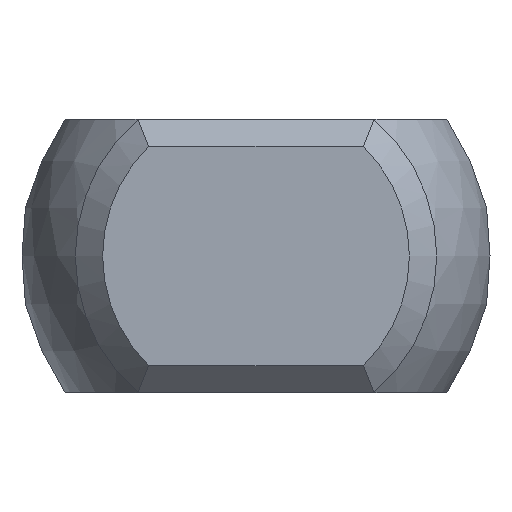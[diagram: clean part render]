
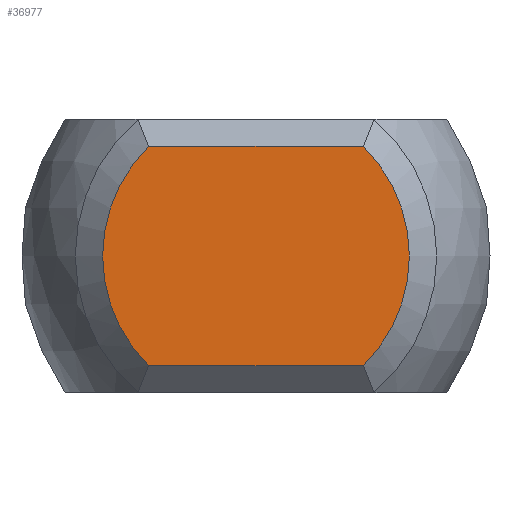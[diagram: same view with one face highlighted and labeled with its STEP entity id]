
A CAD part, left-side view. The second image highlights one B-rep face of the part: STEP entity #36977.
In plain terms, the highlighted planar face has unit normal (-1, 0, 0).
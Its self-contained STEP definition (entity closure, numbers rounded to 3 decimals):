
#35372 = PLANE('',#35373);
#35373 = AXIS2_PLACEMENT_3D('',#35374,#35375,#35376);
#35374 = CARTESIAN_POINT('',(-24.75,3.125,2.25));
#35375 = DIRECTION('',(-0.707,0.,0.707));
#35376 = DIRECTION('',(0.707,0.,0.707));
#36621 = EDGE_CURVE('',#36622,#36624,#36626,.T.);
#36622 = VERTEX_POINT('',#36623);
#36623 = CARTESIAN_POINT('',(-25.,-1.96,-2.));
#36624 = VERTEX_POINT('',#36625);
#36625 = CARTESIAN_POINT('',(-25.,1.96,-2.));
#36626 = SURFACE_CURVE('',#36627,(#36631,#36643),.PCURVE_S1.);
#36627 = LINE('',#36628,#36629);
#36628 = CARTESIAN_POINT('',(-25.,-3.125,-2.));
#36629 = VECTOR('',#36630,1.);
#36630 = DIRECTION('',(0.,1.,0.));
#36631 = PCURVE('',#36632,#36637);
#36632 = PLANE('',#36633);
#36633 = AXIS2_PLACEMENT_3D('',#36634,#36635,#36636);
#36634 = CARTESIAN_POINT('',(-24.75,-3.125,-2.25));
#36635 = DIRECTION('',(-0.707,0.,
    -0.707));
#36636 = DIRECTION('',(-0.707,0.,0.707));
#36637 = DEFINITIONAL_REPRESENTATION('',(#36638),#36642);
#36638 = LINE('',#36639,#36640);
#36639 = CARTESIAN_POINT('',(0.354,0.));
#36640 = VECTOR('',#36641,1.);
#36641 = DIRECTION('',(0.,1.));
#36642 = ( GEOMETRIC_REPRESENTATION_CONTEXT(2) 
PARAMETRIC_REPRESENTATION_CONTEXT() REPRESENTATION_CONTEXT('2D SPACE',''
  ) );
#36643 = PCURVE('',#36644,#36649);
#36644 = PLANE('',#36645);
#36645 = AXIS2_PLACEMENT_3D('',#36646,#36647,#36648);
#36646 = CARTESIAN_POINT('',(-25.,0.,0.));
#36647 = DIRECTION('',(1.,0.,0.));
#36648 = DIRECTION('',(0.,0.,-1.));
#36649 = DEFINITIONAL_REPRESENTATION('',(#36650),#36654);
#36650 = LINE('',#36651,#36652);
#36651 = CARTESIAN_POINT('',(2.,-3.125));
#36652 = VECTOR('',#36653,1.);
#36653 = DIRECTION('',(0.,1.));
#36654 = ( GEOMETRIC_REPRESENTATION_CONTEXT(2) 
PARAMETRIC_REPRESENTATION_CONTEXT() REPRESENTATION_CONTEXT('2D SPACE',''
  ) );
#36674 = CONICAL_SURFACE('',#36675,3.05,0.785);
#36675 = AXIS2_PLACEMENT_3D('',#36676,#36677,#36678);
#36676 = CARTESIAN_POINT('',(-24.75,0.,0.));
#36677 = DIRECTION('',(1.,0.,0.));
#36678 = DIRECTION('',(-0.,1.,0.));
#36724 = CONICAL_SURFACE('',#36725,3.05,0.785);
#36725 = AXIS2_PLACEMENT_3D('',#36726,#36727,#36728);
#36726 = CARTESIAN_POINT('',(-24.75,0.,0.));
#36727 = DIRECTION('',(1.,0.,0.));
#36728 = DIRECTION('',(0.,-1.,0.));
#36738 = EDGE_CURVE('',#36739,#36741,#36743,.T.);
#36739 = VERTEX_POINT('',#36740);
#36740 = CARTESIAN_POINT('',(-25.,1.96,2.));
#36741 = VERTEX_POINT('',#36742);
#36742 = CARTESIAN_POINT('',(-25.,-1.96,2.));
#36743 = SURFACE_CURVE('',#36744,(#36748,#36755),.PCURVE_S1.);
#36744 = LINE('',#36745,#36746);
#36745 = CARTESIAN_POINT('',(-25.,3.125,2.));
#36746 = VECTOR('',#36747,1.);
#36747 = DIRECTION('',(0.,-1.,0.));
#36748 = PCURVE('',#35372,#36749);
#36749 = DEFINITIONAL_REPRESENTATION('',(#36750),#36754);
#36750 = LINE('',#36751,#36752);
#36751 = CARTESIAN_POINT('',(-0.354,0.));
#36752 = VECTOR('',#36753,1.);
#36753 = DIRECTION('',(0.,-1.));
#36754 = ( GEOMETRIC_REPRESENTATION_CONTEXT(2) 
PARAMETRIC_REPRESENTATION_CONTEXT() REPRESENTATION_CONTEXT('2D SPACE',''
  ) );
#36755 = PCURVE('',#36644,#36756);
#36756 = DEFINITIONAL_REPRESENTATION('',(#36757),#36761);
#36757 = LINE('',#36758,#36759);
#36758 = CARTESIAN_POINT('',(-2.,3.125));
#36759 = VECTOR('',#36760,1.);
#36760 = DIRECTION('',(0.,-1.));
#36761 = ( GEOMETRIC_REPRESENTATION_CONTEXT(2) 
PARAMETRIC_REPRESENTATION_CONTEXT() REPRESENTATION_CONTEXT('2D SPACE',''
  ) );
#36834 = EDGE_CURVE('',#36741,#36622,#36835,.T.);
#36835 = SURFACE_CURVE('',#36836,(#36841,#36848),.PCURVE_S1.);
#36836 = CIRCLE('',#36837,2.8);
#36837 = AXIS2_PLACEMENT_3D('',#36838,#36839,#36840);
#36838 = CARTESIAN_POINT('',(-25.,0.,0.));
#36839 = DIRECTION('',(1.,0.,0.));
#36840 = DIRECTION('',(0.,-1.,0.));
#36841 = PCURVE('',#36724,#36842);
#36842 = DEFINITIONAL_REPRESENTATION('',(#36843),#36847);
#36843 = LINE('',#36844,#36845);
#36844 = CARTESIAN_POINT('',(-6.283,-0.25));
#36845 = VECTOR('',#36846,1.);
#36846 = DIRECTION('',(1.,0.));
#36847 = ( GEOMETRIC_REPRESENTATION_CONTEXT(2) 
PARAMETRIC_REPRESENTATION_CONTEXT() REPRESENTATION_CONTEXT('2D SPACE',''
  ) );
#36848 = PCURVE('',#36644,#36849);
#36849 = DEFINITIONAL_REPRESENTATION('',(#36850),#36854);
#36850 = CIRCLE('',#36851,2.8);
#36851 = AXIS2_PLACEMENT_2D('',#36852,#36853);
#36852 = CARTESIAN_POINT('',(0.,0.));
#36853 = DIRECTION('',(0.,-1.));
#36854 = ( GEOMETRIC_REPRESENTATION_CONTEXT(2) 
PARAMETRIC_REPRESENTATION_CONTEXT() REPRESENTATION_CONTEXT('2D SPACE',''
  ) );
#36860 = EDGE_CURVE('',#36624,#36739,#36861,.T.);
#36861 = SURFACE_CURVE('',#36862,(#36867,#36874),.PCURVE_S1.);
#36862 = CIRCLE('',#36863,2.8);
#36863 = AXIS2_PLACEMENT_3D('',#36864,#36865,#36866);
#36864 = CARTESIAN_POINT('',(-25.,0.,0.));
#36865 = DIRECTION('',(1.,0.,0.));
#36866 = DIRECTION('',(-0.,1.,0.));
#36867 = PCURVE('',#36674,#36868);
#36868 = DEFINITIONAL_REPRESENTATION('',(#36869),#36873);
#36869 = LINE('',#36870,#36871);
#36870 = CARTESIAN_POINT('',(0.,-0.25));
#36871 = VECTOR('',#36872,1.);
#36872 = DIRECTION('',(1.,0.));
#36873 = ( GEOMETRIC_REPRESENTATION_CONTEXT(2) 
PARAMETRIC_REPRESENTATION_CONTEXT() REPRESENTATION_CONTEXT('2D SPACE',''
  ) );
#36874 = PCURVE('',#36644,#36875);
#36875 = DEFINITIONAL_REPRESENTATION('',(#36876),#36880);
#36876 = CIRCLE('',#36877,2.8);
#36877 = AXIS2_PLACEMENT_2D('',#36878,#36879);
#36878 = CARTESIAN_POINT('',(0.,0.));
#36879 = DIRECTION('',(0.,1.));
#36880 = ( GEOMETRIC_REPRESENTATION_CONTEXT(2) 
PARAMETRIC_REPRESENTATION_CONTEXT() REPRESENTATION_CONTEXT('2D SPACE',''
  ) );
#36977 = ADVANCED_FACE('',(#36978),#36644,.F.);
#36978 = FACE_BOUND('',#36979,.T.);
#36979 = EDGE_LOOP('',(#36980,#36981,#36982,#36983));
#36980 = ORIENTED_EDGE('',*,*,#36738,.F.);
#36981 = ORIENTED_EDGE('',*,*,#36860,.F.);
#36982 = ORIENTED_EDGE('',*,*,#36621,.F.);
#36983 = ORIENTED_EDGE('',*,*,#36834,.F.);
